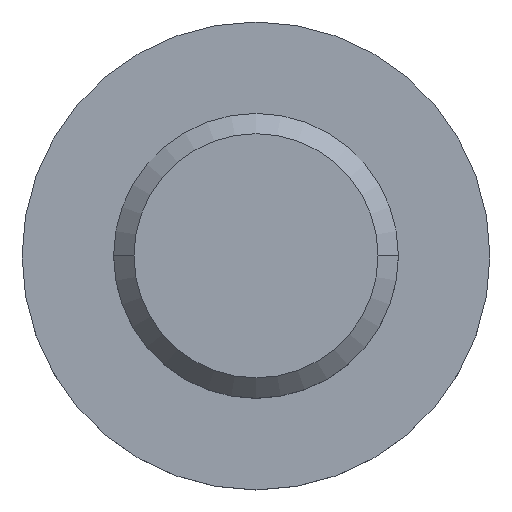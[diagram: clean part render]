
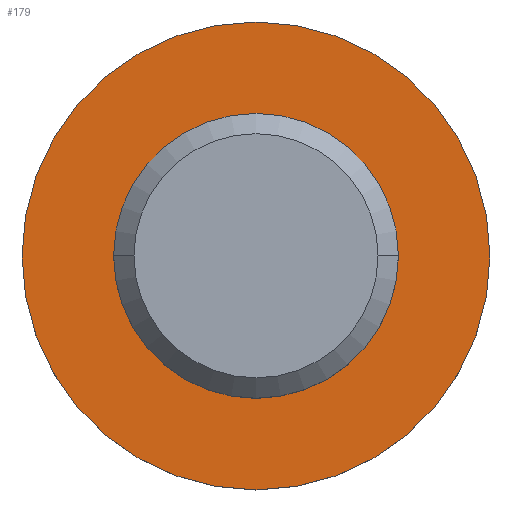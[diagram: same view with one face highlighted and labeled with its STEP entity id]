
A CAD part, top view. The second image highlights one B-rep face of the part: STEP entity #179.
In plain terms, the highlighted planar face has unit normal (0, 0, 1).
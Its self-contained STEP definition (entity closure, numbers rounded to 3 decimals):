
#1 = VERTEX_POINT ( 'NONE', #13 ) ;
#3 = DIRECTION ( 'NONE',  ( 1., 0., 0. ) ) ;
#7 = CIRCLE ( 'NONE', #262, 11.5 ) ;
#13 = CARTESIAN_POINT ( 'NONE',  ( -7., 0., 2. ) ) ;
#14 = CARTESIAN_POINT ( 'NONE',  ( 0., 0., 2. ) ) ;
#15 = ORIENTED_EDGE ( 'NONE', *, *, #29, .F. ) ;
#22 = CARTESIAN_POINT ( 'NONE',  ( 0., 0., 2. ) ) ;
#24 = CARTESIAN_POINT ( 'NONE',  ( 0., 0., 2. ) ) ;
#29 = EDGE_CURVE ( 'NONE', #266, #1, #244, .T. ) ;
#40 = ORIENTED_EDGE ( 'NONE', *, *, #113, .F. ) ;
#41 = CARTESIAN_POINT ( 'NONE',  ( 0., 0., 2. ) ) ;
#45 = DIRECTION ( 'NONE',  ( 0., 0., 1. ) ) ;
#58 = DIRECTION ( 'NONE',  ( 0., 0., 1. ) ) ;
#59 = AXIS2_PLACEMENT_3D ( 'NONE', #14, #58, #248 ) ;
#79 = AXIS2_PLACEMENT_3D ( 'NONE', #41, #45, #85 ) ;
#80 = VERTEX_POINT ( 'NONE', #135 ) ;
#85 = DIRECTION ( 'NONE',  ( 1., 0., 0. ) ) ;
#86 = DIRECTION ( 'NONE',  ( 0., 0., 1. ) ) ;
#88 = DIRECTION ( 'NONE',  ( 0., 0., 1. ) ) ;
#97 = ORIENTED_EDGE ( 'NONE', *, *, #151, .T. ) ;
#111 = CARTESIAN_POINT ( 'NONE',  ( 11.5, 0., 2. ) ) ;
#113 = EDGE_CURVE ( 'NONE', #1, #266, #214, .T. ) ;
#123 = EDGE_LOOP ( 'NONE', ( #40, #15 ) ) ;
#129 = AXIS2_PLACEMENT_3D ( 'NONE', #210, #190, #3 ) ;
#135 = CARTESIAN_POINT ( 'NONE',  ( -11.5, 0., 2. ) ) ;
#145 = DIRECTION ( 'NONE',  ( 1., 0., 0. ) ) ;
#147 = PLANE ( 'NONE',  #79 ) ;
#151 = EDGE_CURVE ( 'NONE', #249, #80, #226, .T. ) ;
#165 = CARTESIAN_POINT ( 'NONE',  ( 7., 0., 2. ) ) ;
#168 = FACE_OUTER_BOUND ( 'NONE', #236, .T. ) ;
#179 = ADVANCED_FACE ( 'NONE', ( #255, #168 ), #147, .T. ) ;
#190 = DIRECTION ( 'NONE',  ( 0., 0., 1. ) ) ;
#210 = CARTESIAN_POINT ( 'NONE',  ( 0., 0., 2. ) ) ;
#214 = CIRCLE ( 'NONE', #129, 7. ) ;
#222 = EDGE_CURVE ( 'NONE', #80, #249, #7, .T. ) ;
#226 = CIRCLE ( 'NONE', #259, 11.5 ) ;
#232 = DIRECTION ( 'NONE',  ( 1., 0., 0. ) ) ;
#236 = EDGE_LOOP ( 'NONE', ( #251, #97 ) ) ;
#244 = CIRCLE ( 'NONE', #59, 7. ) ;
#248 = DIRECTION ( 'NONE',  ( 1., 0., 0. ) ) ;
#249 = VERTEX_POINT ( 'NONE', #111 ) ;
#251 = ORIENTED_EDGE ( 'NONE', *, *, #222, .T. ) ;
#255 = FACE_BOUND ( 'NONE', #123, .T. ) ;
#259 = AXIS2_PLACEMENT_3D ( 'NONE', #22, #88, #145 ) ;
#262 = AXIS2_PLACEMENT_3D ( 'NONE', #24, #86, #232 ) ;
#266 = VERTEX_POINT ( 'NONE', #165 ) ;
